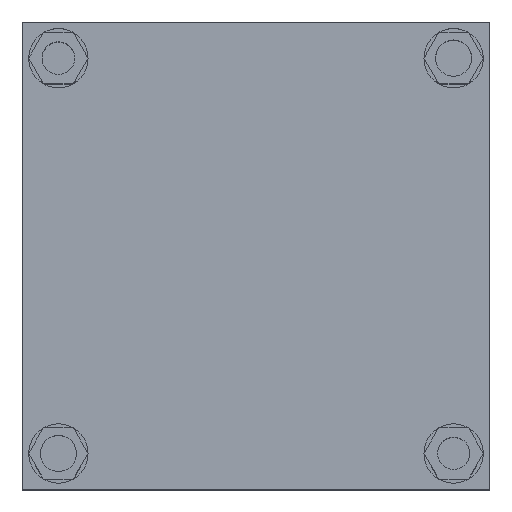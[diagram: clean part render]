
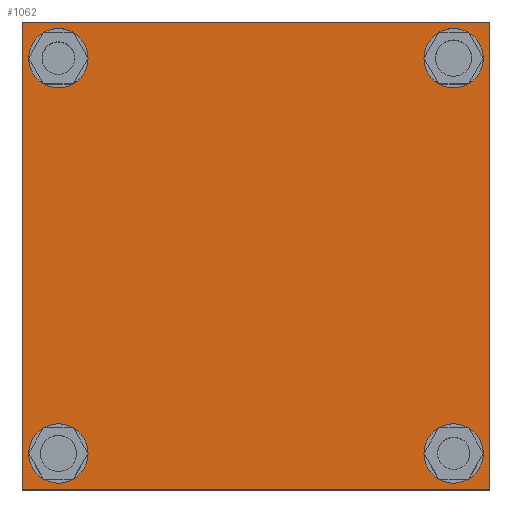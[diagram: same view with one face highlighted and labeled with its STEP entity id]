
A CAD part, top view. The second image highlights one B-rep face of the part: STEP entity #1062.
In plain terms, the highlighted planar face has unit normal (0, 0, 1).
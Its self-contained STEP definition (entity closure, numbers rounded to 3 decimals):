
#22 = CIRCLE ( 'NONE', #1635, 2.54 ) ;
#31 = CIRCLE ( 'NONE', #723, 2.54 ) ;
#46 = FACE_BOUND ( 'NONE', #1404, .T. ) ;
#78 = VERTEX_POINT ( 'NONE', #657 ) ;
#82 = CIRCLE ( 'NONE', #2758, 2.54 ) ;
#92 = VERTEX_POINT ( 'NONE', #2602 ) ;
#162 = DIRECTION ( 'NONE',  ( 0., 0., 1. ) ) ;
#220 = EDGE_LOOP ( 'NONE', ( #1215, #2327 ) ) ;
#278 = AXIS2_PLACEMENT_3D ( 'NONE', #822, #369, #558 ) ;
#289 = CIRCLE ( 'NONE', #1248, 2.54 ) ;
#314 = FACE_BOUND ( 'NONE', #1547, .T. ) ;
#325 = VERTEX_POINT ( 'NONE', #1204 ) ;
#343 = DIRECTION ( 'NONE',  ( 0., -1., 0. ) ) ;
#349 = DIRECTION ( 'NONE',  ( 1., 0., 0. ) ) ;
#350 = CIRCLE ( 'NONE', #1490, 2.54 ) ;
#358 = VECTOR ( 'NONE', #343, 1000. ) ;
#369 = DIRECTION ( 'NONE',  ( 0., 0., 1. ) ) ;
#381 = DIRECTION ( 'NONE',  ( 1., 0., 0. ) ) ;
#453 = LINE ( 'NONE', #2718, #358 ) ;
#474 = AXIS2_PLACEMENT_3D ( 'NONE', #1229, #2312, #1878 ) ;
#476 = EDGE_CURVE ( 'NONE', #1323, #2591, #350, .T. ) ;
#486 = CIRCLE ( 'NONE', #1920, 2.54 ) ;
#500 = EDGE_CURVE ( 'NONE', #742, #325, #486, .T. ) ;
#558 = DIRECTION ( 'NONE',  ( 1., 0., 0. ) ) ;
#574 = ORIENTED_EDGE ( 'NONE', *, *, #1929, .F. ) ;
#585 = CARTESIAN_POINT ( 'NONE',  ( 19.44, 16.9, 12.1 ) ) ;
#635 = CARTESIAN_POINT ( 'NONE',  ( 19.44, -16.9, 12.1 ) ) ;
#641 = EDGE_CURVE ( 'NONE', #78, #1966, #2292, .T. ) ;
#657 = CARTESIAN_POINT ( 'NONE',  ( 20., -20., 12.1 ) ) ;
#666 = VERTEX_POINT ( 'NONE', #2641 ) ;
#714 = ORIENTED_EDGE ( 'NONE', *, *, #1296, .F. ) ;
#723 = AXIS2_PLACEMENT_3D ( 'NONE', #790, #1006, #349 ) ;
#742 = VERTEX_POINT ( 'NONE', #2428 ) ;
#778 = DIRECTION ( 'NONE',  ( 1., 0., 0. ) ) ;
#781 = DIRECTION ( 'NONE',  ( 1., 0., 0. ) ) ;
#790 = CARTESIAN_POINT ( 'NONE',  ( -16.9, -16.9, 12.1 ) ) ;
#804 = DIRECTION ( 'NONE',  ( 0., 0., 1. ) ) ;
#822 = CARTESIAN_POINT ( 'NONE',  ( -16.9, 16.9, 12.1 ) ) ;
#875 = CARTESIAN_POINT ( 'NONE',  ( -16.9, 16.9, 12.1 ) ) ;
#1006 = DIRECTION ( 'NONE',  ( 0., 0., 1. ) ) ;
#1031 = CARTESIAN_POINT ( 'NONE',  ( -20., 20., 12.1 ) ) ;
#1037 = CARTESIAN_POINT ( 'NONE',  ( 16.9, -16.9, 12.1 ) ) ;
#1062 = ADVANCED_FACE ( 'NONE', ( #1492, #46, #1558, #314, #1831 ), #2086, .T. ) ;
#1063 = LINE ( 'NONE', #1031, #2627 ) ;
#1093 = EDGE_CURVE ( 'NONE', #1966, #2170, #1063, .T. ) ;
#1110 = ORIENTED_EDGE ( 'NONE', *, *, #2657, .T. ) ;
#1113 = CIRCLE ( 'NONE', #2571, 2.54 ) ;
#1163 = CARTESIAN_POINT ( 'NONE',  ( -19.44, -16.9, 12.1 ) ) ;
#1164 = CARTESIAN_POINT ( 'NONE',  ( 20., 20., 12.1 ) ) ;
#1204 = CARTESIAN_POINT ( 'NONE',  ( -19.44, 16.9, 12.1 ) ) ;
#1215 = ORIENTED_EDGE ( 'NONE', *, *, #1741, .F. ) ;
#1216 = ORIENTED_EDGE ( 'NONE', *, *, #1405, .T. ) ;
#1229 = CARTESIAN_POINT ( 'NONE',  ( 0., 0., 12.1 ) ) ;
#1240 = DIRECTION ( 'NONE',  ( 0., 0., 1. ) ) ;
#1248 = AXIS2_PLACEMENT_3D ( 'NONE', #2659, #1841, #2666 ) ;
#1258 = CARTESIAN_POINT ( 'NONE',  ( 16.9, 16.9, 12.1 ) ) ;
#1259 = DIRECTION ( 'NONE',  ( -1., 0., 0. ) ) ;
#1274 = ORIENTED_EDGE ( 'NONE', *, *, #476, .F. ) ;
#1276 = ORIENTED_EDGE ( 'NONE', *, *, #1935, .F. ) ;
#1296 = EDGE_CURVE ( 'NONE', #2591, #1323, #82, .T. ) ;
#1323 = VERTEX_POINT ( 'NONE', #1628 ) ;
#1331 = CARTESIAN_POINT ( 'NONE',  ( -20., 20., 12.1 ) ) ;
#1338 = ORIENTED_EDGE ( 'NONE', *, *, #500, .F. ) ;
#1381 = CIRCLE ( 'NONE', #278, 2.54 ) ;
#1404 = EDGE_LOOP ( 'NONE', ( #574, #1338 ) ) ;
#1405 = EDGE_CURVE ( 'NONE', #666, #78, #1922, .T. ) ;
#1425 = CARTESIAN_POINT ( 'NONE',  ( -16.9, -16.9, 12.1 ) ) ;
#1456 = CARTESIAN_POINT ( 'NONE',  ( -20., -20., 12.1 ) ) ;
#1465 = VECTOR ( 'NONE', #2660, 1000. ) ;
#1481 = VERTEX_POINT ( 'NONE', #635 ) ;
#1485 = ORIENTED_EDGE ( 'NONE', *, *, #2565, .F. ) ;
#1490 = AXIS2_PLACEMENT_3D ( 'NONE', #1258, #804, #2735 ) ;
#1492 = FACE_BOUND ( 'NONE', #220, .T. ) ;
#1497 = VERTEX_POINT ( 'NONE', #2560 ) ;
#1547 = EDGE_LOOP ( 'NONE', ( #1274, #714 ) ) ;
#1558 = FACE_OUTER_BOUND ( 'NONE', #2299, .T. ) ;
#1628 = CARTESIAN_POINT ( 'NONE',  ( 14.36, 16.9, 12.1 ) ) ;
#1635 = AXIS2_PLACEMENT_3D ( 'NONE', #1425, #1638, #778 ) ;
#1638 = DIRECTION ( 'NONE',  ( 0., 0., 1. ) ) ;
#1654 = CARTESIAN_POINT ( 'NONE',  ( 16.9, 16.9, 12.1 ) ) ;
#1723 = VECTOR ( 'NONE', #2297, 1000. ) ;
#1741 = EDGE_CURVE ( 'NONE', #1497, #1481, #289, .T. ) ;
#1831 = FACE_BOUND ( 'NONE', #2723, .T. ) ;
#1841 = DIRECTION ( 'NONE',  ( 0., 0., 1. ) ) ;
#1872 = DIRECTION ( 'NONE',  ( 0., 0., 1. ) ) ;
#1878 = DIRECTION ( 'NONE',  ( 1., 0., 0. ) ) ;
#1920 = AXIS2_PLACEMENT_3D ( 'NONE', #875, #1240, #381 ) ;
#1922 = LINE ( 'NONE', #1456, #1723 ) ;
#1929 = EDGE_CURVE ( 'NONE', #325, #742, #1381, .T. ) ;
#1935 = EDGE_CURVE ( 'NONE', #2465, #92, #31, .T. ) ;
#1966 = VERTEX_POINT ( 'NONE', #2731 ) ;
#1967 = EDGE_CURVE ( 'NONE', #1481, #1497, #1113, .T. ) ;
#2033 = ORIENTED_EDGE ( 'NONE', *, *, #641, .T. ) ;
#2065 = ORIENTED_EDGE ( 'NONE', *, *, #1093, .T. ) ;
#2086 = PLANE ( 'NONE',  #474 ) ;
#2170 = VERTEX_POINT ( 'NONE', #1331 ) ;
#2292 = LINE ( 'NONE', #1164, #1465 ) ;
#2297 = DIRECTION ( 'NONE',  ( 1., 0., 0. ) ) ;
#2299 = EDGE_LOOP ( 'NONE', ( #2033, #2065, #1110, #1216 ) ) ;
#2312 = DIRECTION ( 'NONE',  ( 0., 0., 1. ) ) ;
#2327 = ORIENTED_EDGE ( 'NONE', *, *, #1967, .F. ) ;
#2428 = CARTESIAN_POINT ( 'NONE',  ( -14.36, 16.9, 12.1 ) ) ;
#2465 = VERTEX_POINT ( 'NONE', #1163 ) ;
#2476 = DIRECTION ( 'NONE',  ( 1., 0., 0. ) ) ;
#2560 = CARTESIAN_POINT ( 'NONE',  ( 14.36, -16.9, 12.1 ) ) ;
#2565 = EDGE_CURVE ( 'NONE', #92, #2465, #22, .T. ) ;
#2571 = AXIS2_PLACEMENT_3D ( 'NONE', #1037, #1872, #2476 ) ;
#2591 = VERTEX_POINT ( 'NONE', #585 ) ;
#2602 = CARTESIAN_POINT ( 'NONE',  ( -14.36, -16.9, 12.1 ) ) ;
#2627 = VECTOR ( 'NONE', #1259, 1000. ) ;
#2641 = CARTESIAN_POINT ( 'NONE',  ( -20., -20., 12.1 ) ) ;
#2657 = EDGE_CURVE ( 'NONE', #2170, #666, #453, .T. ) ;
#2659 = CARTESIAN_POINT ( 'NONE',  ( 16.9, -16.9, 12.1 ) ) ;
#2660 = DIRECTION ( 'NONE',  ( 0., 1., 0. ) ) ;
#2666 = DIRECTION ( 'NONE',  ( 1., 0., 0. ) ) ;
#2718 = CARTESIAN_POINT ( 'NONE',  ( -20., 20., 12.1 ) ) ;
#2723 = EDGE_LOOP ( 'NONE', ( #1276, #1485 ) ) ;
#2731 = CARTESIAN_POINT ( 'NONE',  ( 20., 20., 12.1 ) ) ;
#2735 = DIRECTION ( 'NONE',  ( 1., 0., 0. ) ) ;
#2758 = AXIS2_PLACEMENT_3D ( 'NONE', #1654, #162, #781 ) ;
